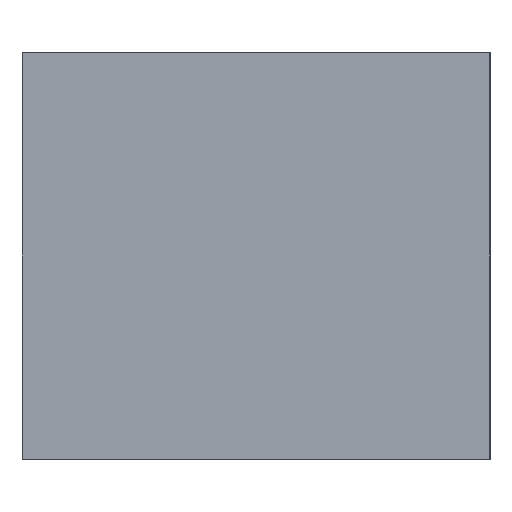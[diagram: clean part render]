
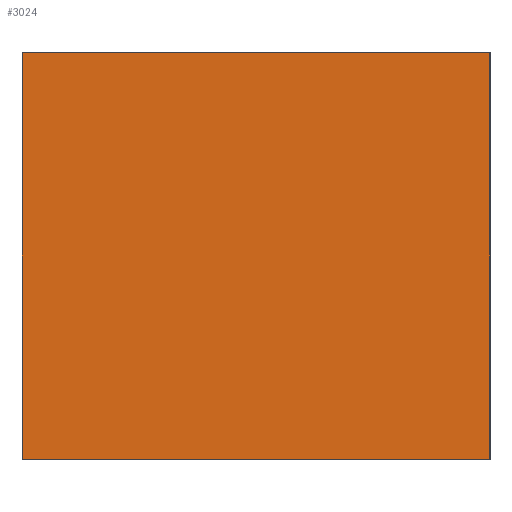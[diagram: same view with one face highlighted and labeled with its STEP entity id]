
A CAD part, left-side view. The second image highlights one B-rep face of the part: STEP entity #3024.
In plain terms, the highlighted planar face has unit normal (-1, 0, 0).
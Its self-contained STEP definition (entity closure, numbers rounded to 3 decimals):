
#262=PLANE('',#3153);
#417=FACE_OUTER_BOUND('',#620,.T.);
#620=EDGE_LOOP('',(#2772,#2773,#2774,#2775));
#900=LINE('',#5289,#1155);
#903=LINE('',#5320,#1158);
#904=LINE('',#5340,#1159);
#907=LINE('',#5360,#1162);
#1155=VECTOR('',#3569,40.);
#1158=VECTOR('',#3608,46.);
#1159=VECTOR('',#3629,46.);
#1162=VECTOR('',#3652,40.);
#1536=VERTEX_POINT('',#5282);
#1539=VERTEX_POINT('',#5287);
#1549=VERTEX_POINT('',#5318);
#1558=VERTEX_POINT('',#5339);
#1948=EDGE_CURVE('',#1536,#1539,#900,.T.);
#1959=EDGE_CURVE('',#1549,#1539,#903,.T.);
#1968=EDGE_CURVE('',#1558,#1536,#904,.T.);
#1977=EDGE_CURVE('',#1558,#1549,#907,.T.);
#2772=ORIENTED_EDGE('',*,*,#1948,.T.);
#2773=ORIENTED_EDGE('',*,*,#1959,.F.);
#2774=ORIENTED_EDGE('',*,*,#1977,.F.);
#2775=ORIENTED_EDGE('',*,*,#1968,.T.);
#3024=ADVANCED_FACE('',(#417),#262,.T.);
#3153=AXIS2_PLACEMENT_3D('',#5359,#3650,#3651);
#3569=DIRECTION('',(0.,0.,1.));
#3608=DIRECTION('',(0.,-1.,0.));
#3629=DIRECTION('',(0.,-1.,0.));
#3650=DIRECTION('center_axis',(-1.,0.,0.));
#3651=DIRECTION('ref_axis',(0.,1.,0.));
#3652=DIRECTION('',(0.,0.,1.));
#5282=CARTESIAN_POINT('',(225.,0.,45.));
#5287=CARTESIAN_POINT('',(225.,0.,85.));
#5289=CARTESIAN_POINT('',(225.,0.,45.));
#5318=CARTESIAN_POINT('',(225.,46.,85.));
#5320=CARTESIAN_POINT('',(225.,46.,85.));
#5339=CARTESIAN_POINT('',(225.,46.,45.));
#5340=CARTESIAN_POINT('',(225.,46.,45.));
#5359=CARTESIAN_POINT('Origin',(225.,0.,45.));
#5360=CARTESIAN_POINT('',(225.,46.,45.));
